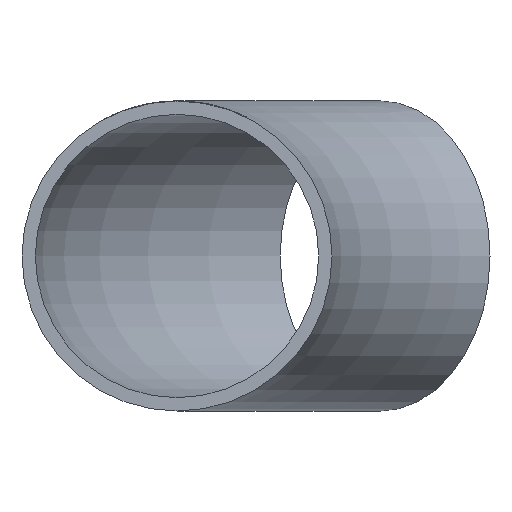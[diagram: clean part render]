
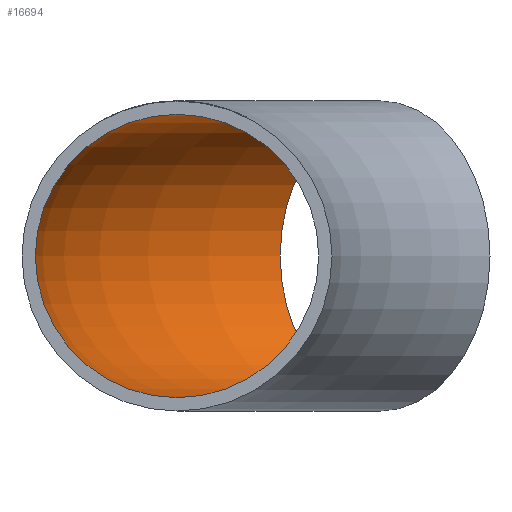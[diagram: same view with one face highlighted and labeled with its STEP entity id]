
A CAD part, front view. The second image highlights one B-rep face of the part: STEP entity #16694.
In plain terms, the highlighted toroidal (fillet/blend) face has major radius 135 mm and minor radius 27.55 mm.
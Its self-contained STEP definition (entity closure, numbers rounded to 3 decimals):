
#604 = CARTESIAN_POINT ( 'NONE',  ( -95.459, 95.459, 0. ) ) ;
#2633 = DIRECTION ( 'NONE',  ( 0.707, 0.707, 0. ) ) ;
#3995 = VERTEX_POINT ( 'NONE', #20582 ) ;
#5043 = AXIS2_PLACEMENT_3D ( 'NONE', #12952, #22003, #12822 ) ;
#5572 = EDGE_CURVE ( 'NONE', #22262, #22262, #20079, .T. ) ;
#6165 = FACE_OUTER_BOUND ( 'NONE', #23024, .T. ) ;
#7537 = EDGE_CURVE ( 'NONE', #3995, #3995, #11873, .T. ) ;
#7568 = EDGE_LOOP ( 'NONE', ( #10015 ) ) ;
#10015 = ORIENTED_EDGE ( 'NONE', *, *, #7537, .T. ) ;
#10262 = DIRECTION ( 'NONE',  ( 0., 0., -1. ) ) ;
#11258 = CARTESIAN_POINT ( 'NONE',  ( -135., 0., 27.55 ) ) ;
#11828 = FACE_OUTER_BOUND ( 'NONE', #7568, .T. ) ;
#11873 = CIRCLE ( 'NONE', #12268, 27.55 ) ;
#12268 = AXIS2_PLACEMENT_3D ( 'NONE', #604, #2633, #23385 ) ;
#12822 = DIRECTION ( 'NONE',  ( 0., 0., 1. ) ) ;
#12952 = CARTESIAN_POINT ( 'NONE',  ( -135., 0., 0. ) ) ;
#14014 = TOROIDAL_SURFACE ( 'NONE', #15172, 135., 27.55 ) ;
#15172 = AXIS2_PLACEMENT_3D ( 'NONE', #20910, #10262, #21265 ) ;
#16694 = ADVANCED_FACE ( 'NONE', ( #11828, #6165 ), #14014, .F. ) ;
#19068 = ORIENTED_EDGE ( 'NONE', *, *, #5572, .F. ) ;
#20079 = CIRCLE ( 'NONE', #5043, 27.55 ) ;
#20582 = CARTESIAN_POINT ( 'NONE',  ( -114.94, 114.94, 0. ) ) ;
#20910 = CARTESIAN_POINT ( 'NONE',  ( 0., 0., 0. ) ) ;
#21265 = DIRECTION ( 'NONE',  ( -1., 0., 0. ) ) ;
#22003 = DIRECTION ( 'NONE',  ( 0., 1., 0. ) ) ;
#22262 = VERTEX_POINT ( 'NONE', #11258 ) ;
#23024 = EDGE_LOOP ( 'NONE', ( #19068 ) ) ;
#23385 = DIRECTION ( 'NONE',  ( -0.707, 0.707, 0. ) ) ;
